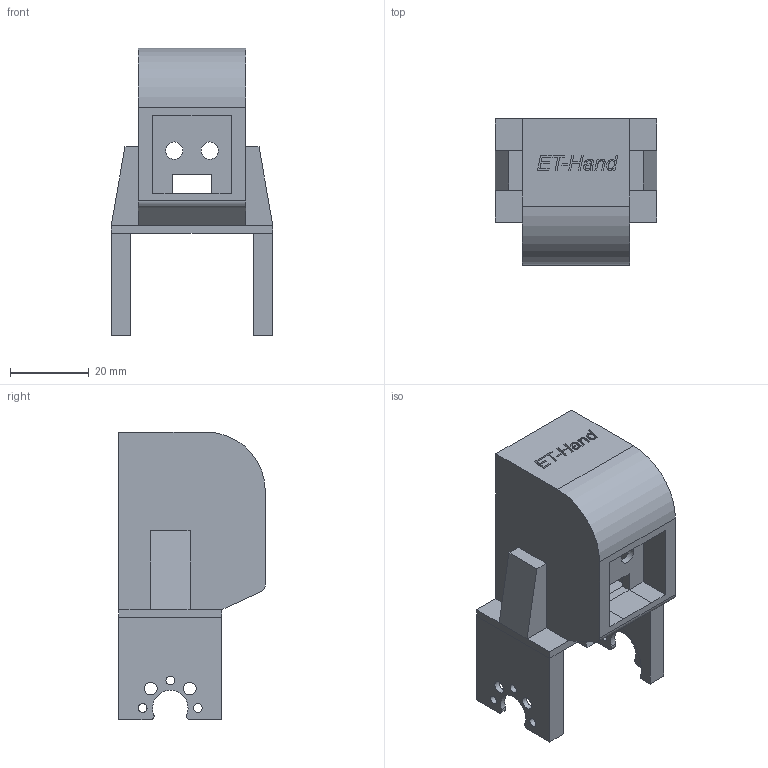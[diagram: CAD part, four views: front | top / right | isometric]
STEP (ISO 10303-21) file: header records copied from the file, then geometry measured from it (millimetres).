
FILE_DESCRIPTION(('FreeCAD Model'),'2;1');
FILE_NAME('Open CASCADE Shape Model','2024-11-13T16:37:34',(''),(''), 'Open CASCADE STEP processor 7.6','FreeCAD','Unknown');
FILE_SCHEMA(('AP242_MANAGED_MODEL_BASED_3D_ENGINEERING_MIM_LF. {1 0 10303 442 1 1 4 }'));
Length unit declared in the file: millimetre
Products named in the file (1): finger_V3
Bounding box: 41 x 37.2 x 73 mm (x, y, z)
Volume: 32469.1 mm3; surface area: 14785 mm2
Topology: 1 solids, 1 shells, 207 faces, 559 edges, 366 vertices
Faces by surface type: plane 121, extrusion 60, cylinder 26
Full cylindrical faces by diameter (mm): 2.2 x6, 3.2 x4, 4.37 x2, 5.6 x2
Entity records: 6579 total; most frequent: CARTESIAN_POINT 1493, ORIENTED_EDGE 1118, DIRECTION 847, EDGE_CURVE 559, VECTOR 447, LINE 387, VERTEX_POINT 366, FACE_BOUND 245
